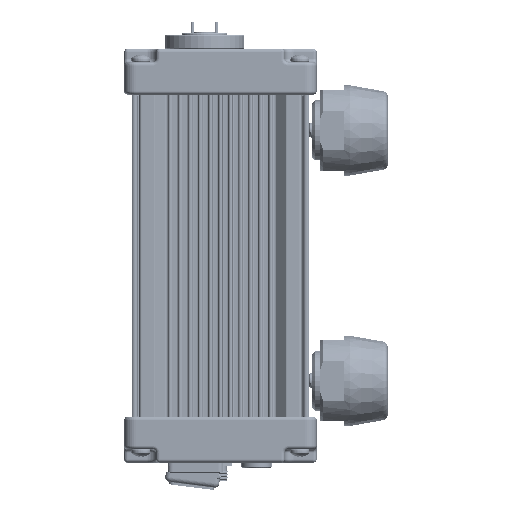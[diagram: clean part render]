
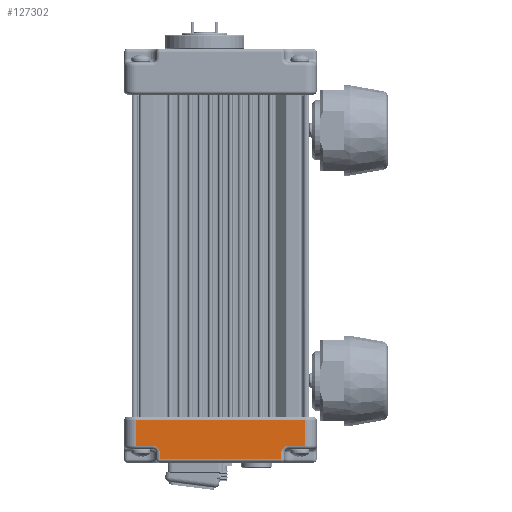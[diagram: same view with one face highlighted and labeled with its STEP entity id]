
A CAD part, left-side view. The second image highlights one B-rep face of the part: STEP entity #127302.
In plain terms, the highlighted planar face has unit normal (-1, 0, 0).
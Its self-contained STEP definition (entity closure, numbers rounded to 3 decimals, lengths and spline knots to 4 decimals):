
#720 = LINE ( 'NONE', #132281, #157396 ) ;
#1928 = DIRECTION ( 'NONE',  ( 0., -1., 0. ) ) ;
#4316 = VECTOR ( 'NONE', #99822, 39.3701 ) ;
#5502 = CARTESIAN_POINT ( 'NONE',  ( -5.7031, 5.3242, -2.1967 ) ) ;
#5548 = ORIENTED_EDGE ( 'NONE', *, *, #220083, .T. ) ;
#8032 = LINE ( 'NONE', #25242, #45733 ) ;
#9208 = ORIENTED_EDGE ( 'NONE', *, *, #129171, .F. ) ;
#9760 = LINE ( 'NONE', #5502, #88163 ) ;
#19911 = CARTESIAN_POINT ( 'NONE',  ( -5.7031, 5.0486, -1.9133 ) ) ;
#20508 = EDGE_CURVE ( 'NONE', #100436, #171248, #209790, .T. ) ;
#25242 = CARTESIAN_POINT ( 'NONE',  ( -5.7031, 4.9895, -1.9133 ) ) ;
#25658 = LINE ( 'NONE', #155264, #36467 ) ;
#29974 = CARTESIAN_POINT ( 'NONE',  ( -5.7031, 5.3242, -1.4881 ) ) ;
#29997 = ORIENTED_EDGE ( 'NONE', *, *, #109962, .T. ) ;
#36467 = VECTOR ( 'NONE', #1928, 39.3701 ) ;
#41518 = VECTOR ( 'NONE', #113220, 39.3701 ) ;
#44827 = AXIS2_PLACEMENT_3D ( 'NONE', #96231, #201223, #129412 ) ;
#44988 = CIRCLE ( 'NONE', #44827, 0.1181 ) ;
#45733 = VECTOR ( 'NONE', #145940, 39.3701 ) ;
#49140 = VECTOR ( 'NONE', #76702, 39.3701 ) ;
#54379 = LINE ( 'NONE', #149605, #162770 ) ;
#55286 = FACE_OUTER_BOUND ( 'NONE', #177132, .T. ) ;
#61381 = CARTESIAN_POINT ( 'NONE',  ( -5.7031, 2.9108, -2.1377 ) ) ;
#62580 = ORIENTED_EDGE ( 'NONE', *, *, #95797, .T. ) ;
#62984 = ORIENTED_EDGE ( 'NONE', *, *, #220114, .T. ) ;
#65479 = CARTESIAN_POINT ( 'NONE',  ( -5.7031, 2.7927, -1.9133 ) ) ;
#68010 = VERTEX_POINT ( 'NONE', #199652 ) ;
#68827 = VERTEX_POINT ( 'NONE', #152811 ) ;
#68863 = AXIS2_PLACEMENT_3D ( 'NONE', #200806, #200025, #184910 ) ;
#69110 = LINE ( 'NONE', #116416, #4316 ) ;
#70190 = DIRECTION ( 'NONE',  ( -1., 0., 0. ) ) ;
#71663 = DIRECTION ( 'NONE',  ( 0., 0., 1. ) ) ;
#76702 = DIRECTION ( 'NONE',  ( 0., 0., 1. ) ) ;
#78644 = DIRECTION ( 'NONE',  ( 0., 0., -1. ) ) ;
#79138 = PLANE ( 'NONE',  #68863 ) ;
#81132 = VERTEX_POINT ( 'NONE', #138201 ) ;
#84695 = EDGE_CURVE ( 'NONE', #205233, #68827, #9760, .T. ) ;
#87036 = VERTEX_POINT ( 'NONE', #19911 ) ;
#88163 = VECTOR ( 'NONE', #78644, 39.3701 ) ;
#92577 = ORIENTED_EDGE ( 'NONE', *, *, #20508, .F. ) ;
#93986 = CARTESIAN_POINT ( 'NONE',  ( -5.7031, 2.9108, -2.0314 ) ) ;
#95797 = EDGE_CURVE ( 'NONE', #68827, #87036, #8032, .T. ) ;
#96231 = CARTESIAN_POINT ( 'NONE',  ( -5.7031, 5.0486, -2.0314 ) ) ;
#99822 = DIRECTION ( 'NONE',  ( 0., 0., 1. ) ) ;
#100436 = VERTEX_POINT ( 'NONE', #65479 ) ;
#103902 = EDGE_CURVE ( 'NONE', #123755, #218782, #152205, .T. ) ;
#107867 = ORIENTED_EDGE ( 'NONE', *, *, #103902, .T. ) ;
#109962 = EDGE_CURVE ( 'NONE', #81132, #68010, #111274, .T. ) ;
#111274 = LINE ( 'NONE', #180192, #49140 ) ;
#113220 = DIRECTION ( 'NONE',  ( 0., -1., 0. ) ) ;
#116416 = CARTESIAN_POINT ( 'NONE',  ( -5.7031, 2.9108, -2.1967 ) ) ;
#123755 = VERTEX_POINT ( 'NONE', #140304 ) ;
#124815 = ORIENTED_EDGE ( 'NONE', *, *, #184196, .T. ) ;
#127302 = ADVANCED_FACE ( 'NONE', ( #55286 ), #79138, .F. ) ;
#129171 = EDGE_CURVE ( 'NONE', #147525, #87036, #44988, .T. ) ;
#129412 = DIRECTION ( 'NONE',  ( 0., 0., 1. ) ) ;
#132281 = CARTESIAN_POINT ( 'NONE',  ( -5.7031, 4.9305, -2.1967 ) ) ;
#138201 = CARTESIAN_POINT ( 'NONE',  ( -5.7031, 2.5171, -1.9133 ) ) ;
#140304 = CARTESIAN_POINT ( 'NONE',  ( -5.7031, 4.9305, -2.1377 ) ) ;
#145940 = DIRECTION ( 'NONE',  ( 0., -1., 0. ) ) ;
#147525 = VERTEX_POINT ( 'NONE', #168787 ) ;
#149605 = CARTESIAN_POINT ( 'NONE',  ( -5.7031, 5.3242, -1.4881 ) ) ;
#152205 = LINE ( 'NONE', #184219, #41518 ) ;
#152811 = CARTESIAN_POINT ( 'NONE',  ( -5.7031, 5.3242, -1.9133 ) ) ;
#154086 = ORIENTED_EDGE ( 'NONE', *, *, #84695, .T. ) ;
#155264 = CARTESIAN_POINT ( 'NONE',  ( -5.7031, 5.521, -1.9133 ) ) ;
#157396 = VECTOR ( 'NONE', #199528, 39.3701 ) ;
#162770 = VECTOR ( 'NONE', #184384, 39.3701 ) ;
#168787 = CARTESIAN_POINT ( 'NONE',  ( -5.7031, 4.9305, -2.0314 ) ) ;
#170588 = EDGE_CURVE ( 'NONE', #218782, #171248, #69110, .T. ) ;
#171248 = VERTEX_POINT ( 'NONE', #93986 ) ;
#176454 = ORIENTED_EDGE ( 'NONE', *, *, #170588, .T. ) ;
#177132 = EDGE_LOOP ( 'NONE', ( #29997, #5548, #154086, #62580, #9208, #62984, #107867, #176454, #92577, #124815 ) ) ;
#180192 = CARTESIAN_POINT ( 'NONE',  ( -5.7031, 2.5171, -2.1967 ) ) ;
#184196 = EDGE_CURVE ( 'NONE', #100436, #81132, #25658, .T. ) ;
#184219 = CARTESIAN_POINT ( 'NONE',  ( -5.7031, 5.521, -2.1377 ) ) ;
#184384 = DIRECTION ( 'NONE',  ( 0., 1., 0. ) ) ;
#184910 = DIRECTION ( 'NONE',  ( 0., 0., 1. ) ) ;
#199528 = DIRECTION ( 'NONE',  ( 0., 0., -1. ) ) ;
#199652 = CARTESIAN_POINT ( 'NONE',  ( -5.7031, 2.5171, -1.4881 ) ) ;
#200025 = DIRECTION ( 'NONE',  ( 1., 0., 0. ) ) ;
#200806 = CARTESIAN_POINT ( 'NONE',  ( -5.7031, 5.521, -2.1967 ) ) ;
#201223 = DIRECTION ( 'NONE',  ( -1., 0., 0. ) ) ;
#205233 = VERTEX_POINT ( 'NONE', #29974 ) ;
#209790 = CIRCLE ( 'NONE', #224239, 0.1181 ) ;
#218782 = VERTEX_POINT ( 'NONE', #61381 ) ;
#220083 = EDGE_CURVE ( 'NONE', #68010, #205233, #54379, .T. ) ;
#220114 = EDGE_CURVE ( 'NONE', #147525, #123755, #720, .T. ) ;
#223681 = CARTESIAN_POINT ( 'NONE',  ( -5.7031, 2.7927, -2.0314 ) ) ;
#224239 = AXIS2_PLACEMENT_3D ( 'NONE', #223681, #70190, #71663 ) ;
